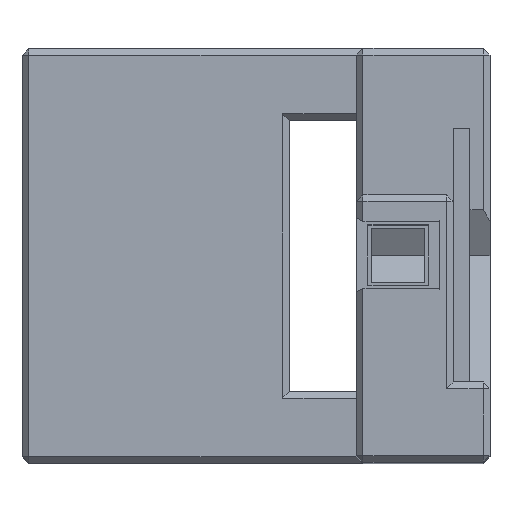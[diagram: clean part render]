
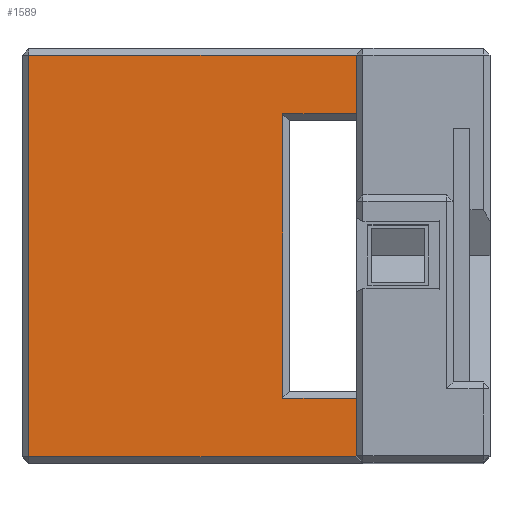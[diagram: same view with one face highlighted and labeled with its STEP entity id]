
A CAD part, top view. The second image highlights one B-rep face of the part: STEP entity #1589.
In plain terms, the highlighted planar face has unit normal (0, 0, 1).
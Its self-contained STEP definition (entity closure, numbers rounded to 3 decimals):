
#96=FACE_OUTER_BOUND('',#188,.T.);
#188=EDGE_LOOP('',(#1250,#1251,#1252,#1253,#1254,#1255,#1256,#1257,#1258,
#1259));
#244=LINE('',#2179,#455);
#248=LINE('',#2187,#459);
#262=LINE('',#2215,#473);
#264=LINE('',#2219,#475);
#267=LINE('',#2224,#478);
#349=LINE('',#2397,#560);
#370=LINE('',#2437,#581);
#373=LINE('',#2443,#584);
#390=LINE('',#2474,#601);
#391=LINE('',#2475,#602);
#455=VECTOR('',#1762,10.);
#459=VECTOR('',#1768,10.);
#473=VECTOR('',#1788,10.);
#475=VECTOR('',#1792,10.);
#478=VECTOR('',#1797,10.);
#560=VECTOR('',#1943,10.);
#581=VECTOR('',#1982,10.);
#584=VECTOR('',#1987,10.);
#601=VECTOR('',#2016,10.);
#602=VECTOR('',#2017,10.);
#662=VERTEX_POINT('',#2176);
#663=VERTEX_POINT('',#2178);
#665=VERTEX_POINT('',#2184);
#666=VERTEX_POINT('',#2186);
#677=VERTEX_POINT('',#2214);
#678=VERTEX_POINT('',#2218);
#725=VERTEX_POINT('',#2356);
#732=VERTEX_POINT('',#2375);
#738=VERTEX_POINT('',#2396);
#750=VERTEX_POINT('',#2442);
#801=EDGE_CURVE('',#663,#662,#244,.T.);
#805=EDGE_CURVE('',#665,#666,#248,.F.);
#819=EDGE_CURVE('',#666,#677,#262,.T.);
#821=EDGE_CURVE('',#677,#678,#264,.T.);
#824=EDGE_CURVE('',#678,#662,#267,.T.);
#909=EDGE_CURVE('',#738,#732,#349,.T.);
#930=EDGE_CURVE('',#732,#725,#370,.T.);
#933=EDGE_CURVE('',#725,#750,#373,.T.);
#950=EDGE_CURVE('',#665,#750,#390,.T.);
#951=EDGE_CURVE('',#738,#663,#391,.T.);
#1250=ORIENTED_EDGE('',*,*,#819,.F.);
#1251=ORIENTED_EDGE('',*,*,#805,.F.);
#1252=ORIENTED_EDGE('',*,*,#950,.T.);
#1253=ORIENTED_EDGE('',*,*,#933,.F.);
#1254=ORIENTED_EDGE('',*,*,#930,.F.);
#1255=ORIENTED_EDGE('',*,*,#909,.F.);
#1256=ORIENTED_EDGE('',*,*,#951,.T.);
#1257=ORIENTED_EDGE('',*,*,#801,.T.);
#1258=ORIENTED_EDGE('',*,*,#824,.F.);
#1259=ORIENTED_EDGE('',*,*,#821,.F.);
#1505=PLANE('',#1695);
#1589=ADVANCED_FACE('',(#96),#1505,.T.);
#1695=AXIS2_PLACEMENT_3D('',#2473,#2014,#2015);
#1762=DIRECTION('',(0.541,0.841,0.));
#1768=DIRECTION('',(-0.541,0.841,0.));
#1788=DIRECTION('',(-1.,0.,0.));
#1792=DIRECTION('',(0.,-1.,0.));
#1797=DIRECTION('',(1.,0.,0.));
#1943=DIRECTION('',(-1.,0.,0.));
#1982=DIRECTION('',(0.,1.,0.));
#1987=DIRECTION('',(1.,0.,0.));
#2014=DIRECTION('center_axis',(0.,0.,1.));
#2015=DIRECTION('ref_axis',(1.,0.,0.));
#2016=DIRECTION('',(0.,1.,0.));
#2017=DIRECTION('',(0.,1.,0.));
#2176=CARTESIAN_POINT('',(50.357,9.75,30.));
#2178=CARTESIAN_POINT('',(50.,9.194,30.));
#2179=CARTESIAN_POINT('',(56.54,19.369,30.));
#2184=CARTESIAN_POINT('',(50.,52.806,30.));
#2186=CARTESIAN_POINT('',(50.357,52.25,30.));
#2187=CARTESIAN_POINT('',(54.706,45.485,30.));
#2214=CARTESIAN_POINT('',(39.,52.25,30.));
#2215=CARTESIAN_POINT('',(26.25,52.25,30.));
#2218=CARTESIAN_POINT('',(39.,9.75,30.));
#2219=CARTESIAN_POINT('',(39.,20.875,30.));
#2224=CARTESIAN_POINT('',(52.5,9.75,30.));
#2356=CARTESIAN_POINT('',(1.,61.,30.));
#2375=CARTESIAN_POINT('',(1.,1.,30.));
#2396=CARTESIAN_POINT('',(50.,1.,30.));
#2397=CARTESIAN_POINT('',(17.5,1.,30.));
#2437=CARTESIAN_POINT('',(1.,46.5,30.));
#2442=CARTESIAN_POINT('',(50.,61.,30.));
#2443=CARTESIAN_POINT('',(52.5,61.,30.));
#2473=CARTESIAN_POINT('Origin',(35.,31.,30.));
#2474=CARTESIAN_POINT('',(50.,46.5,30.));
#2475=CARTESIAN_POINT('',(50.,46.5,30.));
